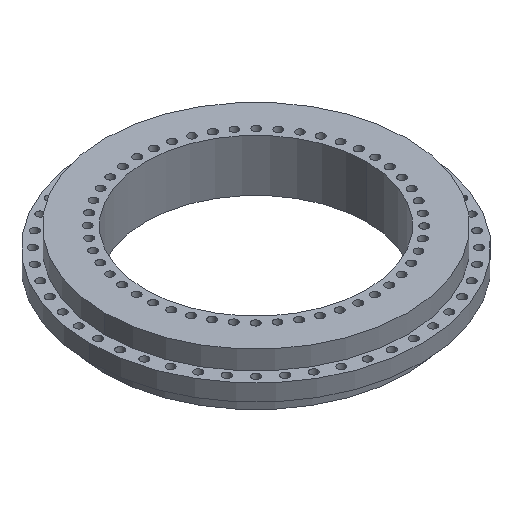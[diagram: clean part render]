
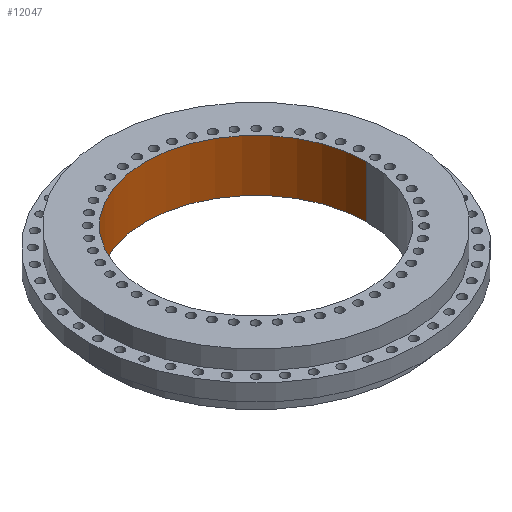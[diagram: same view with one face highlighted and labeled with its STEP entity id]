
A CAD part, isometric view. The second image highlights one B-rep face of the part: STEP entity #12047.
In plain terms, the highlighted cylindrical face has radius 100 mm (diameter 200 mm), a partial arc.
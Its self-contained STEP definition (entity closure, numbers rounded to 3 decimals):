
#25 = CIRCLE ( 'NONE', #11256, 100. ) ;
#729 = EDGE_CURVE ( 'NONE', #3611, #3610, #4397, .T. ) ;
#924 = EDGE_CURVE ( 'NONE', #3609, #3608, #25, .T. ) ;
#1729 = CARTESIAN_POINT ( 'NONE',  ( 0., 0., -15.957 ) ) ;
#1730 = DIRECTION ( 'NONE',  ( 0., 0., 1. ) ) ;
#1731 = DIRECTION ( 'NONE',  ( 1., 0., 0. ) ) ;
#2314 = CARTESIAN_POINT ( 'NONE',  ( 0., 0., -62.957 ) ) ;
#2315 = DIRECTION ( 'NONE',  ( 0., 0., 1. ) ) ;
#2316 = DIRECTION ( 'NONE',  ( 1., 0., 0. ) ) ;
#3608 = VERTEX_POINT ( 'NONE', #8448 ) ;
#3609 = VERTEX_POINT ( 'NONE', #8449 ) ;
#3610 = VERTEX_POINT ( 'NONE', #8450 ) ;
#3611 = VERTEX_POINT ( 'NONE', #8451 ) ;
#3816 = EDGE_LOOP ( 'NONE', ( #5541, #5545, #5546, #5544 ) ) ;
#4397 = CIRCLE ( 'NONE', #11170, 100. ) ;
#5541 = ORIENTED_EDGE ( 'NONE', *, *, #12031, .F. ) ;
#5544 = ORIENTED_EDGE ( 'NONE', *, *, #729, .T. ) ;
#5545 = ORIENTED_EDGE ( 'NONE', *, *, #924, .F. ) ;
#5546 = ORIENTED_EDGE ( 'NONE', *, *, #12034, .T. ) ;
#8448 = CARTESIAN_POINT ( 'NONE',  ( -100., 0., -62.957 ) ) ;
#8449 = CARTESIAN_POINT ( 'NONE',  ( 100., 0., -62.957 ) ) ;
#8450 = CARTESIAN_POINT ( 'NONE',  ( -100., 0., -15.957 ) ) ;
#8451 = CARTESIAN_POINT ( 'NONE',  ( 100., 0., -15.957 ) ) ;
#9392 = VECTOR ( 'NONE', #10581, 1000. ) ;
#9395 = VECTOR ( 'NONE', #10590, 1000. ) ;
#9514 = AXIS2_PLACEMENT_3D ( 'NONE', #10629, #10630, #10631 ) ;
#9516 = CYLINDRICAL_SURFACE ( 'NONE', #9514, 100. ) ;
#9518 = FACE_OUTER_BOUND ( 'NONE', #3816, .T. ) ;
#10579 = LINE ( 'NONE', #10580, #9392 ) ;
#10580 = CARTESIAN_POINT ( 'NONE',  ( -100., 0., 0. ) ) ;
#10581 = DIRECTION ( 'NONE',  ( 0., 0., 1. ) ) ;
#10588 = LINE ( 'NONE', #10589, #9395 ) ;
#10589 = CARTESIAN_POINT ( 'NONE',  ( 100., 0., 0. ) ) ;
#10590 = DIRECTION ( 'NONE',  ( 0., 0., 1. ) ) ;
#10629 = CARTESIAN_POINT ( 'NONE',  ( 0., 0., 0. ) ) ;
#10630 = DIRECTION ( 'NONE',  ( 0., 0., 1. ) ) ;
#10631 = DIRECTION ( 'NONE',  ( 1., 0., 0. ) ) ;
#11170 = AXIS2_PLACEMENT_3D ( 'NONE', #1729, #1730, #1731 ) ;
#11256 = AXIS2_PLACEMENT_3D ( 'NONE', #2314, #2315, #2316 ) ;
#12031 = EDGE_CURVE ( 'NONE', #3608, #3610, #10579, .T. ) ;
#12034 = EDGE_CURVE ( 'NONE', #3609, #3611, #10588, .T. ) ;
#12047 = ADVANCED_FACE ( 'NONE', ( #9518 ), #9516, .F. ) ;
